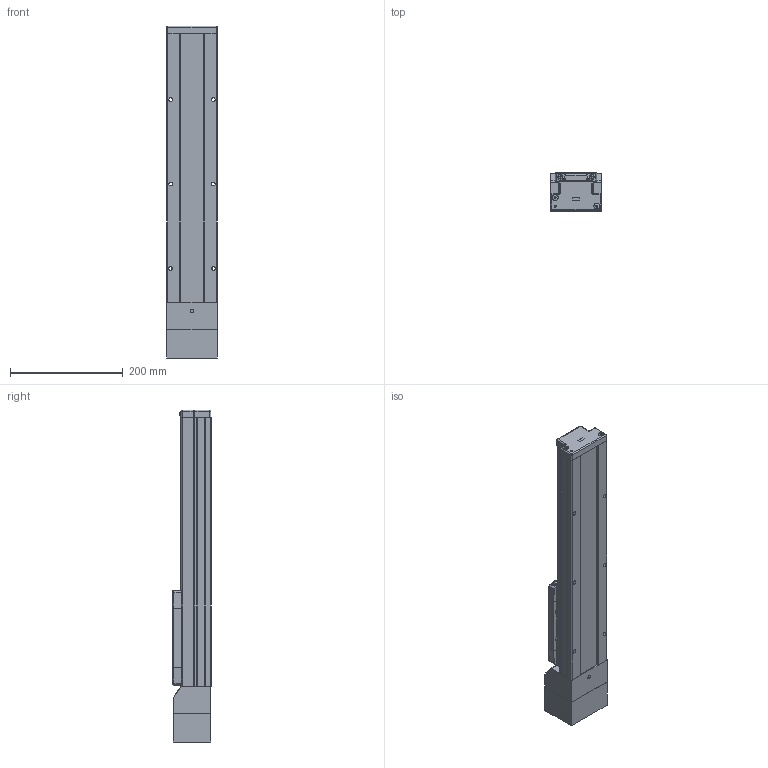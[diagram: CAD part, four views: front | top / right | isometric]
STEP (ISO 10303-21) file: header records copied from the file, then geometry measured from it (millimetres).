
FILE_DESCRIPTION (( 'STEP AP214' ), '1' );
FILE_NAME ('LEFS40NXA-300.STEP', '2018-05-24T02:46:42', ( 'SONIC' ), ( 'UNITCOM PC' ), 'SwSTEP 2.0', 'SolidWorks 2015', '' );
FILE_SCHEMA (( 'AUTOMOTIVE_DESIGN' ));
Length unit declared in the file: millimetre
Products named in the file (6): LEFS40NXA-300_Motor mount; LEFS40NXA-300_LEFS_Table_32; LEFS40NXA-300_LEFS_Motor_32B; LEFS40NXA-300_LEFS_FrontCover_32; LEFS40NXA-300_LEFS_Main_Body_32; LEFS40NXA-300
Assembly tree (5 placements, depth 2):
  LEFS40NXA-300
    LEFS40NXA-300_LEFS_Main_Body_32
    LEFS40NXA-300_LEFS_FrontCover_32
    LEFS40NXA-300_LEFS_Motor_32B
    LEFS40NXA-300_LEFS_Table_32
    LEFS40NXA-300_Motor mount
Bounding box: 90 x 68 x 590 mm (x, y, z)
Volume: 2645058.3 mm3; surface area: 263543.5 mm2
Topology: 9 solids, 9 shells, 582 faces, 1517 edges, 987 vertices
Faces by surface type: plane 311, cylinder 225, bspline 16, torus 12, cone 12, sphere 6
Entity records: 20777 total; most frequent: CARTESIAN_POINT 6302, ORIENTED_EDGE 3022, DIRECTION 2877, EDGE_CURVE 1511, AXIS2_PLACEMENT_3D 998, VERTEX_POINT 987, VECTOR 881, LINE 881
